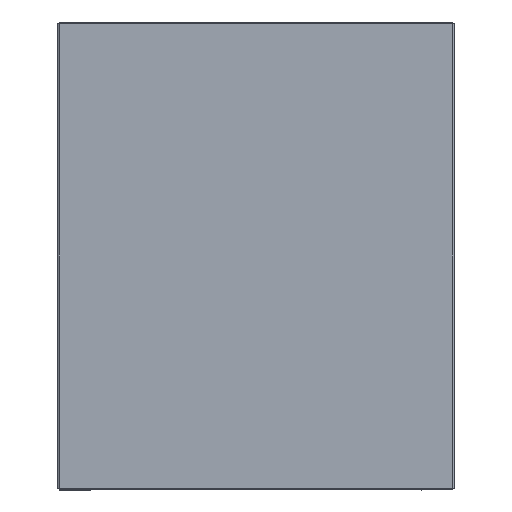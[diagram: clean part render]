
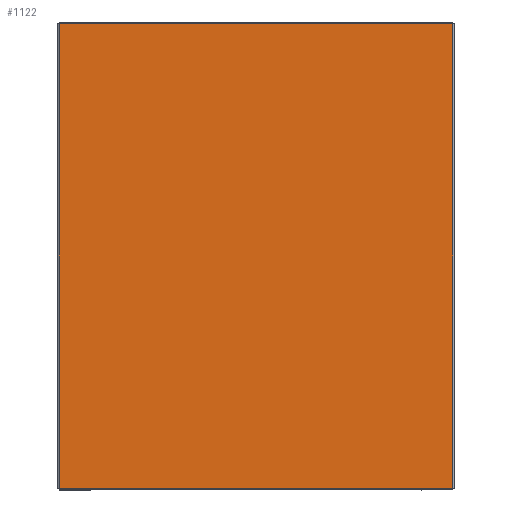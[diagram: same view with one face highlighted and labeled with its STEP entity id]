
A CAD part, left-side view. The second image highlights one B-rep face of the part: STEP entity #1122.
In plain terms, the highlighted planar face has unit normal (-1, 0, 0).
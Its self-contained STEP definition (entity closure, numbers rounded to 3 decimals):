
#5 = ORIENTED_EDGE ( 'NONE', *, *, #4010, .T. ) ;
#44 = CARTESIAN_POINT ( 'NONE',  ( 0., -297., 351. ) ) ;
#102 = VERTEX_POINT ( 'NONE', #2376 ) ;
#124 = CARTESIAN_POINT ( 'NONE',  ( 0., 297., -353.5 ) ) ;
#163 = LINE ( 'NONE', #2260, #934 ) ;
#201 = CARTESIAN_POINT ( 'NONE',  ( 0., 297., 351. ) ) ;
#225 = CARTESIAN_POINT ( 'NONE',  ( 0., 297., 351.257 ) ) ;
#292 = VECTOR ( 'NONE', #3813, 1000. ) ;
#321 = CARTESIAN_POINT ( 'NONE',  ( 0., -297.257, -351. ) ) ;
#334 = LINE ( 'NONE', #1432, #1207 ) ;
#465 = CARTESIAN_POINT ( 'NONE',  ( 0., -297., -351.257 ) ) ;
#537 = CARTESIAN_POINT ( 'NONE',  ( 0., 0., 0. ) ) ;
#684 = LINE ( 'NONE', #201, #4577 ) ;
#693 = LINE ( 'NONE', #1858, #4586 ) ;
#711 = DIRECTION ( 'NONE',  ( 0., 1., 0. ) ) ;
#763 = LINE ( 'NONE', #4199, #2757 ) ;
#765 = VERTEX_POINT ( 'NONE', #2917 ) ;
#864 = ORIENTED_EDGE ( 'NONE', *, *, #4299, .T. ) ;
#908 = VERTEX_POINT ( 'NONE', #4110 ) ;
#918 = DIRECTION ( 'NONE',  ( -1., 0., 0. ) ) ;
#934 = VECTOR ( 'NONE', #1524, 1000. ) ;
#999 = ORIENTED_EDGE ( 'NONE', *, *, #4503, .F. ) ;
#1041 = DIRECTION ( 'NONE',  ( 0., -1., 0. ) ) ;
#1049 = VERTEX_POINT ( 'NONE', #465 ) ;
#1122 = ADVANCED_FACE ( 'NONE', ( #2973 ), #2070, .T. ) ;
#1181 = ORIENTED_EDGE ( 'NONE', *, *, #2003, .F. ) ;
#1207 = VECTOR ( 'NONE', #1041, 1000. ) ;
#1272 = CARTESIAN_POINT ( 'NONE',  ( 0., 297.257, 351. ) ) ;
#1276 = DIRECTION ( 'NONE',  ( 0., 0., 1. ) ) ;
#1329 = DIRECTION ( 'NONE',  ( 0., 0., 1. ) ) ;
#1374 = LINE ( 'NONE', #124, #4582 ) ;
#1414 = VERTEX_POINT ( 'NONE', #3749 ) ;
#1432 = CARTESIAN_POINT ( 'NONE',  ( 0., 0., -351.257 ) ) ;
#1524 = DIRECTION ( 'NONE',  ( 0., -1., 0. ) ) ;
#1527 = LINE ( 'NONE', #44, #1939 ) ;
#1553 = DIRECTION ( 'NONE',  ( 0., 1., 0. ) ) ;
#1741 = EDGE_CURVE ( 'NONE', #765, #1049, #4096, .T. ) ;
#1858 = CARTESIAN_POINT ( 'NONE',  ( 0., 297.257, 0. ) ) ;
#1939 = VECTOR ( 'NONE', #2336, 1000. ) ;
#2003 = EDGE_CURVE ( 'NONE', #4516, #908, #4086, .T. ) ;
#2065 = EDGE_CURVE ( 'NONE', #4004, #2077, #1527, .T. ) ;
#2070 = PLANE ( 'NONE',  #4057 ) ;
#2077 = VERTEX_POINT ( 'NONE', #2678 ) ;
#2112 = CARTESIAN_POINT ( 'NONE',  ( 0., -297., -353.5 ) ) ;
#2260 = CARTESIAN_POINT ( 'NONE',  ( 0., -299.5, 351. ) ) ;
#2308 = CARTESIAN_POINT ( 'NONE',  ( 0., 299.5, 351. ) ) ;
#2336 = DIRECTION ( 'NONE',  ( 0., 0., -1. ) ) ;
#2376 = CARTESIAN_POINT ( 'NONE',  ( 0., 297.257, -351. ) ) ;
#2411 = ORIENTED_EDGE ( 'NONE', *, *, #3253, .F. ) ;
#2567 = LINE ( 'NONE', #3134, #4634 ) ;
#2569 = ORIENTED_EDGE ( 'NONE', *, *, #3068, .F. ) ;
#2678 = CARTESIAN_POINT ( 'NONE',  ( 0., -297., 351. ) ) ;
#2757 = VECTOR ( 'NONE', #1553, 1000. ) ;
#2758 = DIRECTION ( 'NONE',  ( 0., 1., 0. ) ) ;
#2775 = VERTEX_POINT ( 'NONE', #2811 ) ;
#2787 = DIRECTION ( 'NONE',  ( 0., 0., 1. ) ) ;
#2811 = CARTESIAN_POINT ( 'NONE',  ( 0., 297., -351.257 ) ) ;
#2884 = CARTESIAN_POINT ( 'NONE',  ( 0., -297.257, 0. ) ) ;
#2917 = CARTESIAN_POINT ( 'NONE',  ( 0., -297., -351. ) ) ;
#2918 = CARTESIAN_POINT ( 'NONE',  ( 0., 297., -351. ) ) ;
#2973 = FACE_OUTER_BOUND ( 'NONE', #4260, .T. ) ;
#3010 = DIRECTION ( 'NONE',  ( 0., 0., -1. ) ) ;
#3068 = EDGE_CURVE ( 'NONE', #2077, #1414, #163, .T. ) ;
#3134 = CARTESIAN_POINT ( 'NONE',  ( 0., 0., 351.257 ) ) ;
#3253 = EDGE_CURVE ( 'NONE', #4135, #765, #763, .T. ) ;
#3304 = CARTESIAN_POINT ( 'NONE',  ( 0., 297., -351. ) ) ;
#3382 = VECTOR ( 'NONE', #3615, 1000. ) ;
#3495 = EDGE_CURVE ( 'NONE', #3968, #102, #3641, .T. ) ;
#3502 = EDGE_CURVE ( 'NONE', #2775, #1049, #334, .T. ) ;
#3615 = DIRECTION ( 'NONE',  ( 0., 0., -1. ) ) ;
#3641 = LINE ( 'NONE', #2918, #3888 ) ;
#3701 = ORIENTED_EDGE ( 'NONE', *, *, #2065, .F. ) ;
#3741 = ORIENTED_EDGE ( 'NONE', *, *, #1741, .F. ) ;
#3742 = EDGE_CURVE ( 'NONE', #4516, #102, #693, .T. ) ;
#3749 = CARTESIAN_POINT ( 'NONE',  ( 0., -297.257, 351. ) ) ;
#3813 = DIRECTION ( 'NONE',  ( 0., -1., 0. ) ) ;
#3814 = VECTOR ( 'NONE', #1329, 1000. ) ;
#3888 = VECTOR ( 'NONE', #711, 1000. ) ;
#3891 = EDGE_CURVE ( 'NONE', #2775, #3968, #1374, .T. ) ;
#3915 = DIRECTION ( 'NONE',  ( 0., 0., 1. ) ) ;
#3917 = VERTEX_POINT ( 'NONE', #225 ) ;
#3968 = VERTEX_POINT ( 'NONE', #3304 ) ;
#4004 = VERTEX_POINT ( 'NONE', #4009 ) ;
#4009 = CARTESIAN_POINT ( 'NONE',  ( 0., -297., 351.257 ) ) ;
#4010 = EDGE_CURVE ( 'NONE', #4135, #1414, #4051, .T. ) ;
#4051 = LINE ( 'NONE', #2884, #3814 ) ;
#4057 = AXIS2_PLACEMENT_3D ( 'NONE', #537, #918, #1276 ) ;
#4086 = LINE ( 'NONE', #2308, #292 ) ;
#4096 = LINE ( 'NONE', #2112, #3382 ) ;
#4110 = CARTESIAN_POINT ( 'NONE',  ( 0., 297., 351. ) ) ;
#4135 = VERTEX_POINT ( 'NONE', #321 ) ;
#4199 = CARTESIAN_POINT ( 'NONE',  ( 0., -297., -351. ) ) ;
#4260 = EDGE_LOOP ( 'NONE', ( #3701, #864, #999, #1181, #4480, #4623, #4416, #4692, #3741, #2411, #5, #2569 ) ) ;
#4299 = EDGE_CURVE ( 'NONE', #4004, #3917, #2567, .T. ) ;
#4416 = ORIENTED_EDGE ( 'NONE', *, *, #3891, .F. ) ;
#4480 = ORIENTED_EDGE ( 'NONE', *, *, #3742, .T. ) ;
#4503 = EDGE_CURVE ( 'NONE', #908, #3917, #684, .T. ) ;
#4516 = VERTEX_POINT ( 'NONE', #1272 ) ;
#4577 = VECTOR ( 'NONE', #2787, 1000. ) ;
#4582 = VECTOR ( 'NONE', #3915, 1000. ) ;
#4586 = VECTOR ( 'NONE', #3010, 1000. ) ;
#4623 = ORIENTED_EDGE ( 'NONE', *, *, #3495, .F. ) ;
#4634 = VECTOR ( 'NONE', #2758, 1000. ) ;
#4692 = ORIENTED_EDGE ( 'NONE', *, *, #3502, .T. ) ;
